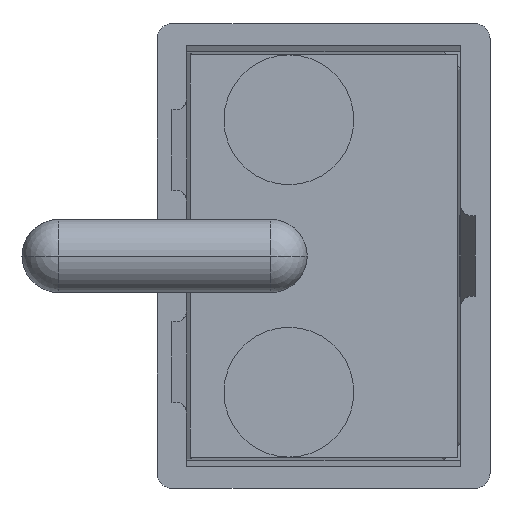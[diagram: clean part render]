
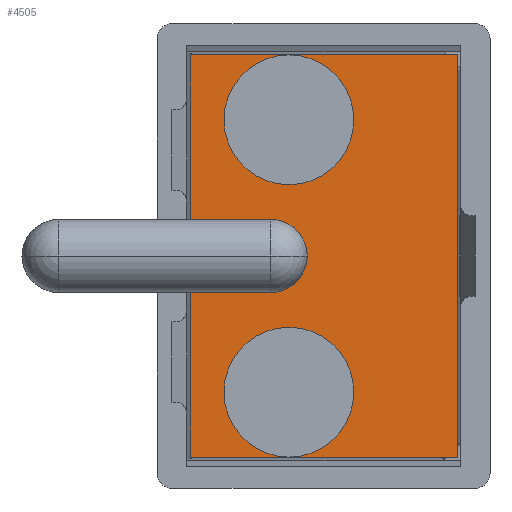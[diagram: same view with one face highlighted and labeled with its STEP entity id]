
A CAD part, front view. The second image highlights one B-rep face of the part: STEP entity #4505.
In plain terms, the highlighted planar face has unit normal (0, -1, 0).
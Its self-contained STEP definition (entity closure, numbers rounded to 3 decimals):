
#346=CARTESIAN_POINT('',(0.503,-2.837,10.075));
#347=DIRECTION('',(0.,1.,0.));
#348=DIRECTION('',(-1.,0.,0.));
#349=AXIS2_PLACEMENT_3D('',#346,#347,#348);
#354=CARTESIAN_POINT('',(0.503,-2.837,10.075));
#355=DIRECTION('',(0.,1.,0.));
#356=DIRECTION('',(1.,0.,0.));
#357=AXIS2_PLACEMENT_3D('',#354,#355,#356);
#362=CARTESIAN_POINT('',(0.503,-2.837,10.075));
#363=DIRECTION('',(0.,1.,0.));
#364=DIRECTION('',(0.,0.,1.));
#365=AXIS2_PLACEMENT_3D('',#362,#363,#364);
#370=CARTESIAN_POINT('',(0.503,-2.837,2.625));
#371=DIRECTION('',(0.,1.,0.));
#372=DIRECTION('',(1.,0.,0.));
#373=AXIS2_PLACEMENT_3D('',#370,#371,#372);
#378=CARTESIAN_POINT('',(0.503,-2.837,2.625));
#379=DIRECTION('',(0.,1.,0.));
#380=DIRECTION('',(-1.,0.,0.));
#381=AXIS2_PLACEMENT_3D('',#378,#379,#380);
#386=CARTESIAN_POINT('',(0.503,-2.837,2.625));
#387=DIRECTION('',(0.,1.,0.));
#388=DIRECTION('',(0.,0.,-1.));
#389=AXIS2_PLACEMENT_3D('',#386,#387,#388);
#394=DIRECTION('',(-1.,0.,0.));
#395=VECTOR('',#394,2.2);
#396=CARTESIAN_POINT('',(0.003,-2.837,5.35));
#397=LINE('',#396,#395);
#401=CARTESIAN_POINT('',(0.003,-2.837,6.35));
#402=DIRECTION('',(0.,1.,0.));
#403=DIRECTION('',(1.,0.,0.));
#404=AXIS2_PLACEMENT_3D('',#401,#402,#403);
#409=CARTESIAN_POINT('',(0.003,-2.837,6.35));
#410=DIRECTION('',(0.,1.,0.));
#411=DIRECTION('',(0.,0.,1.));
#412=AXIS2_PLACEMENT_3D('',#409,#410,#411);
#417=DIRECTION('',(1.,0.,0.));
#418=VECTOR('',#417,2.2);
#419=CARTESIAN_POINT('',(-2.197,-2.837,7.35));
#420=LINE('',#419,#418);
#424=DIRECTION('',(0.,0.,1.));
#425=VECTOR('',#424,4.5);
#426=CARTESIAN_POINT('',(-2.197,-2.837,7.35));
#427=LINE('',#426,#425);
#438=DIRECTION('',(0.,0.,1.));
#439=VECTOR('',#438,4.5);
#440=CARTESIAN_POINT('',(-2.197,-2.837,0.85));
#441=LINE('',#440,#439);
#1979=DIRECTION('',(0.,0.,-1.));
#1980=VECTOR('',#1979,11.);
#1981=CARTESIAN_POINT('',(5.103,-2.837,11.85));
#1982=LINE('',#1981,#1980);
#2049=DIRECTION('',(1.,0.,0.));
#2050=VECTOR('',#2049,4.6);
#2051=CARTESIAN_POINT('',(0.503,-2.837,11.85));
#2052=LINE('',#2051,#2050);
#2056=DIRECTION('',(1.,0.,0.));
#2057=VECTOR('',#2056,2.7);
#2058=CARTESIAN_POINT('',(-2.197,-2.837,11.85));
#2059=LINE('',#2058,#2057);
#2119=DIRECTION('',(-1.,0.,0.));
#2120=VECTOR('',#2119,2.7);
#2121=CARTESIAN_POINT('',(0.503,-2.837,0.85));
#2122=LINE('',#2121,#2120);
#2126=DIRECTION('',(-1.,0.,0.));
#2127=VECTOR('',#2126,4.6);
#2128=CARTESIAN_POINT('',(5.103,-2.837,0.85));
#2129=LINE('',#2128,#2127);
#3885=CARTESIAN_POINT('',(-2.197,-2.837,11.85));
#3886=VERTEX_POINT('',#3885);
#3887=CARTESIAN_POINT('',(5.103,-2.837,11.85));
#3889=VERTEX_POINT('',#3887);
#3891=CARTESIAN_POINT('',(5.103,-2.837,0.85));
#3893=VERTEX_POINT('',#3891);
#3897=CARTESIAN_POINT('',(-2.197,-2.837,0.85));
#3899=VERTEX_POINT('',#3897);
#3901=CARTESIAN_POINT('',(-2.197,-2.837,5.35));
#3902=CARTESIAN_POINT('',(-2.197,-2.837,7.35));
#3903=VERTEX_POINT('',#3901);
#3904=VERTEX_POINT('',#3902);
#3917=CARTESIAN_POINT('',(0.003,-2.837,7.35));
#3918=VERTEX_POINT('',#3917);
#3922=CARTESIAN_POINT('',(0.003,-2.837,5.35));
#3924=VERTEX_POINT('',#3922);
#3939=CARTESIAN_POINT('',(1.003,-2.837,6.35));
#3940=VERTEX_POINT('',#3939);
#3968=CARTESIAN_POINT('',(2.278,-2.837,2.625));
#3969=VERTEX_POINT('',#3968);
#3970=CARTESIAN_POINT('',(-1.272,-2.837,2.625));
#3971=VERTEX_POINT('',#3970);
#3972=CARTESIAN_POINT('',(2.278,-2.837,10.075));
#3973=VERTEX_POINT('',#3972);
#3974=CARTESIAN_POINT('',(0.503,-2.837,11.85));
#3975=VERTEX_POINT('',#3974);
#3976=CARTESIAN_POINT('',(-1.272,-2.837,10.075));
#3977=VERTEX_POINT('',#3976);
#3990=CARTESIAN_POINT('',(0.503,-2.837,0.85));
#3991=VERTEX_POINT('',#3990);
#4465=CARTESIAN_POINT('',(0.,-2.837,0.));
#4466=DIRECTION('',(0.,-1.,0.));
#4467=DIRECTION('',(1.,0.,0.));
#4468=AXIS2_PLACEMENT_3D('',#4465,#4466,#4467);
#4469=PLANE('',#4468);
#4471=ORIENTED_EDGE('',*,*,#4470,.T.);
#4473=ORIENTED_EDGE('',*,*,#4472,.T.);
#4475=ORIENTED_EDGE('',*,*,#4474,.F.);
#4477=ORIENTED_EDGE('',*,*,#4476,.F.);
#4479=ORIENTED_EDGE('',*,*,#4478,.F.);
#4481=ORIENTED_EDGE('',*,*,#4480,.T.);
#4483=ORIENTED_EDGE('',*,*,#4482,.T.);
#4485=ORIENTED_EDGE('',*,*,#4484,.T.);
#4487=ORIENTED_EDGE('',*,*,#4486,.F.);
#4489=ORIENTED_EDGE('',*,*,#4488,.F.);
#4491=ORIENTED_EDGE('',*,*,#4490,.F.);
#4493=ORIENTED_EDGE('',*,*,#4492,.T.);
#4495=ORIENTED_EDGE('',*,*,#4494,.T.);
#4496=ORIENTED_EDGE('',*,*,#4442,.F.);
#4498=ORIENTED_EDGE('',*,*,#4497,.F.);
#4500=ORIENTED_EDGE('',*,*,#4499,.F.);
#4502=ORIENTED_EDGE('',*,*,#4501,.F.);
#4503=EDGE_LOOP('',(#4471,#4473,#4475,#4477,#4479,#4481,#4483,#4485,#4487,#4489,
#4491,#4493,#4495,#4496,#4498,#4500,#4502));
#4504=FACE_OUTER_BOUND('',#4503,.F.);
#350=CIRCLE('',#349,1.775);
#358=CIRCLE('',#357,1.775);
#366=CIRCLE('',#365,1.775);
#374=CIRCLE('',#373,1.775);
#382=CIRCLE('',#381,1.775);
#390=CIRCLE('',#389,1.775);
#405=CIRCLE('',#404,1.);
#413=CIRCLE('',#412,1.);
#4442=EDGE_CURVE('',#3924,#3903,#397,.T.);
#4470=EDGE_CURVE('',#3904,#3886,#427,.T.);
#4472=EDGE_CURVE('',#3886,#3975,#2059,.T.);
#4474=EDGE_CURVE('',#3977,#3975,#350,.T.);
#4476=EDGE_CURVE('',#3973,#3977,#358,.T.);
#4478=EDGE_CURVE('',#3975,#3973,#366,.T.);
#4480=EDGE_CURVE('',#3975,#3889,#2052,.T.);
#4482=EDGE_CURVE('',#3889,#3893,#1982,.T.);
#4484=EDGE_CURVE('',#3893,#3991,#2129,.T.);
#4486=EDGE_CURVE('',#3969,#3991,#374,.T.);
#4488=EDGE_CURVE('',#3971,#3969,#382,.T.);
#4490=EDGE_CURVE('',#3991,#3971,#390,.T.);
#4492=EDGE_CURVE('',#3991,#3899,#2122,.T.);
#4494=EDGE_CURVE('',#3899,#3903,#441,.T.);
#4497=EDGE_CURVE('',#3940,#3924,#405,.T.);
#4499=EDGE_CURVE('',#3918,#3940,#413,.T.);
#4501=EDGE_CURVE('',#3904,#3918,#420,.T.);
#4505=ADVANCED_FACE('',(#4504),#4469,.T.);
